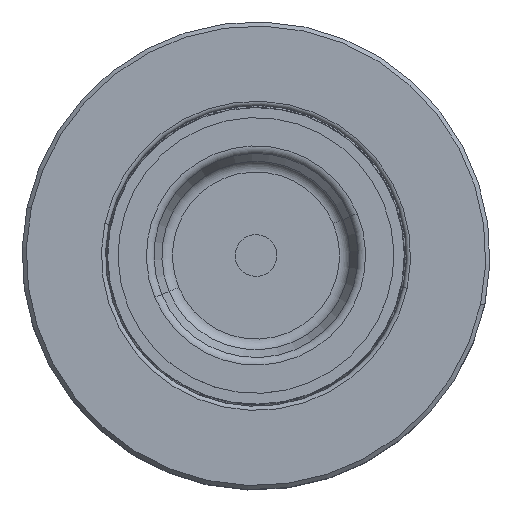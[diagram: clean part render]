
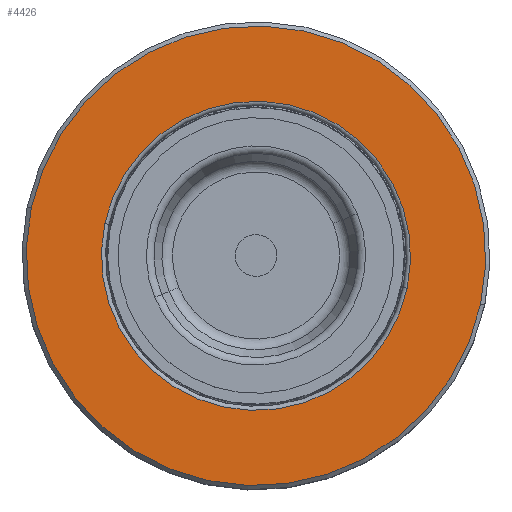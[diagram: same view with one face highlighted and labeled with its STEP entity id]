
A CAD part, top view. The second image highlights one B-rep face of the part: STEP entity #4426.
In plain terms, the highlighted face is planar.
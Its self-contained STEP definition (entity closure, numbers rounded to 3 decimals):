
#247 = ORIENTED_EDGE ( 'NONE', *, *, #35395, .F. ) ;
#1233 = FACE_OUTER_BOUND ( 'NONE', #34651, .T. ) ;
#2826 = DIRECTION ( 'NONE',  ( 0., 1., 0. ) ) ;
#4186 = AXIS2_PLACEMENT_3D ( 'NONE', #38690, #39005, #24100 ) ;
#4426 = ADVANCED_FACE ( 'NONE', ( #44901, #1233 ), #16682, .T. ) ;
#6322 = CARTESIAN_POINT ( 'NONE',  ( 0., 18.687, -27.5 ) ) ;
#7157 = AXIS2_PLACEMENT_3D ( 'NONE', #25105, #18167, #39688 ) ;
#9357 = DIRECTION ( 'NONE',  ( 0., -1., 0. ) ) ;
#9556 = CARTESIAN_POINT ( 'NONE',  ( 27.5, 18.687, 0. ) ) ;
#10799 = CARTESIAN_POINT ( 'NONE',  ( 0., 18.687, 18.5 ) ) ;
#12282 = AXIS2_PLACEMENT_3D ( 'NONE', #47221, #46383, #25523 ) ;
#13026 = AXIS2_PLACEMENT_3D ( 'NONE', #9556, #2826, #17938 ) ;
#16022 = VERTEX_POINT ( 'NONE', #43245 ) ;
#16593 = CARTESIAN_POINT ( 'NONE',  ( 0., 18.687, 27.5 ) ) ;
#16682 = PLANE ( 'NONE',  #13026 ) ;
#17938 = DIRECTION ( 'NONE',  ( 0., 0., 1. ) ) ;
#18167 = DIRECTION ( 'NONE',  ( 0., -1., 0. ) ) ;
#21327 = EDGE_LOOP ( 'NONE', ( #43797, #34388 ) ) ;
#24100 = DIRECTION ( 'NONE',  ( 0., 0., -1. ) ) ;
#25105 = CARTESIAN_POINT ( 'NONE',  ( 0., 18.687, 0. ) ) ;
#25523 = DIRECTION ( 'NONE',  ( 0., 0., -1. ) ) ;
#30333 = VERTEX_POINT ( 'NONE', #16593 ) ;
#31428 = DIRECTION ( 'NONE',  ( 0., 0., -1. ) ) ;
#31761 = CARTESIAN_POINT ( 'NONE',  ( 0., 18.687, 0. ) ) ;
#32629 = CIRCLE ( 'NONE', #12282, 27.5 ) ;
#32759 = CIRCLE ( 'NONE', #42059, 27.5 ) ;
#34388 = ORIENTED_EDGE ( 'NONE', *, *, #35663, .T. ) ;
#34651 = EDGE_LOOP ( 'NONE', ( #47172, #247 ) ) ;
#35395 = EDGE_CURVE ( 'NONE', #30333, #37330, #32759, .T. ) ;
#35663 = EDGE_CURVE ( 'NONE', #44394, #16022, #44803, .T. ) ;
#37330 = VERTEX_POINT ( 'NONE', #6322 ) ;
#38690 = CARTESIAN_POINT ( 'NONE',  ( 0., 18.687, 0. ) ) ;
#39005 = DIRECTION ( 'NONE',  ( 0., -1., 0. ) ) ;
#39688 = DIRECTION ( 'NONE',  ( 0., 0., -1. ) ) ;
#40467 = CIRCLE ( 'NONE', #7157, 18.5 ) ;
#40561 = EDGE_CURVE ( 'NONE', #37330, #30333, #32629, .T. ) ;
#42059 = AXIS2_PLACEMENT_3D ( 'NONE', #31761, #9357, #31428 ) ;
#43245 = CARTESIAN_POINT ( 'NONE',  ( 0., 18.687, -18.5 ) ) ;
#43797 = ORIENTED_EDGE ( 'NONE', *, *, #45577, .T. ) ;
#44394 = VERTEX_POINT ( 'NONE', #10799 ) ;
#44803 = CIRCLE ( 'NONE', #4186, 18.5 ) ;
#44901 = FACE_BOUND ( 'NONE', #21327, .T. ) ;
#45577 = EDGE_CURVE ( 'NONE', #16022, #44394, #40467, .T. ) ;
#46383 = DIRECTION ( 'NONE',  ( 0., -1., 0. ) ) ;
#47172 = ORIENTED_EDGE ( 'NONE', *, *, #40561, .F. ) ;
#47221 = CARTESIAN_POINT ( 'NONE',  ( 0., 18.687, 0. ) ) ;
